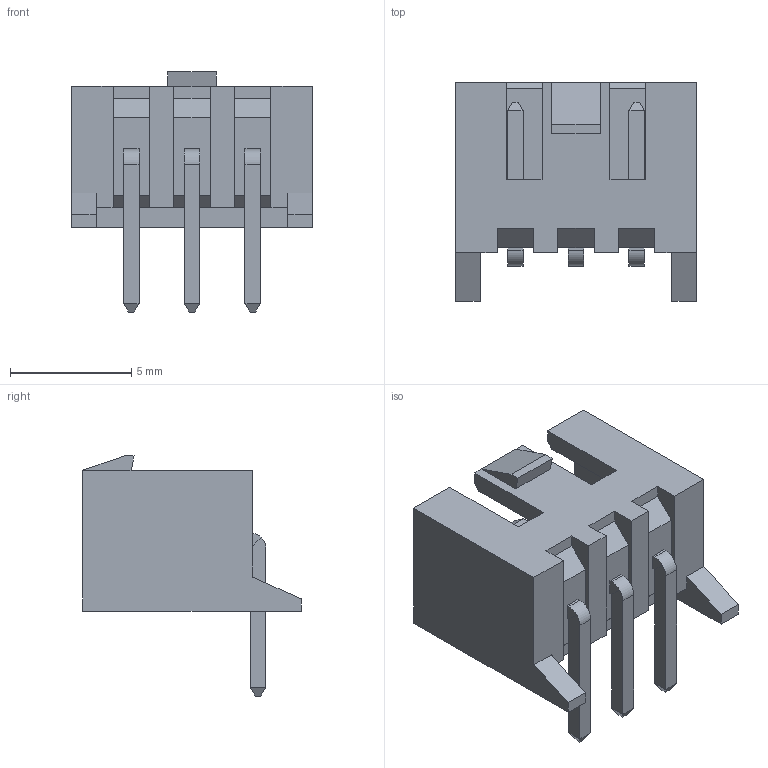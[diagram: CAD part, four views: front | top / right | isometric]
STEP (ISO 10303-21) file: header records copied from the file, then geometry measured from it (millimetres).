
FILE_DESCRIPTION (( 'STEP AP214' ), '1' );
FILE_NAME ('DB5BD0B0-0D23-4737-8590-E05320998964.STEP', '2025-09-19T03:56:14', ( '' ), ( '' ), 'SwSTEP 2.0', 'SolidWorks 2022', '' );
FILE_SCHEMA (( 'AUTOMOTIVE_DESIGN' ));
Length unit declared in the file: millimetre
Products named in the file (1): DB5BD0B0-0D23-4737-8590-E05320998964
Bounding box: 9.9 x 9 x 9.89 mm (x, y, z)
Volume: 221.2 mm3; surface area: 550.9 mm2
Topology: 1 solids, 1 shells, 127 faces, 321 edges, 202 vertices
Faces by surface type: plane 124, cylinder 3
Entity records: 4492 total; most frequent: CARTESIAN_POINT 651, ORIENTED_EDGE 642, DIRECTION 589, EDGE_CURVE 321, LINE 309, VECTOR 309, VERTEX_POINT 202, AXIS2_PLACEMENT_3D 140
